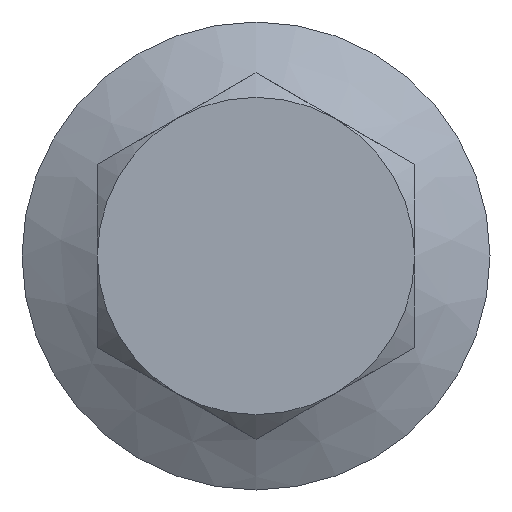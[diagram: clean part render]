
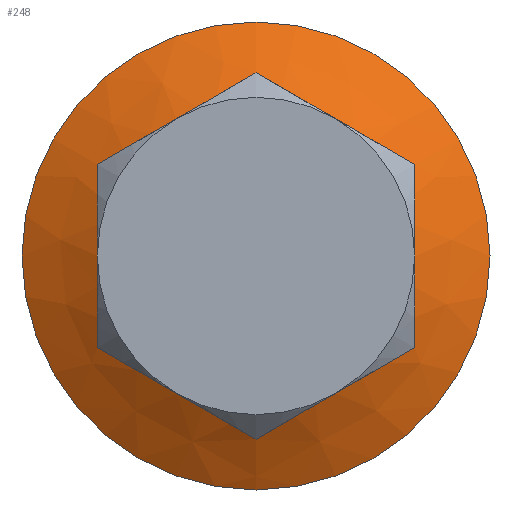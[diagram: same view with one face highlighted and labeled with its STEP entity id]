
A CAD part, left-side view. The second image highlights one B-rep face of the part: STEP entity #248.
In plain terms, the highlighted conical face has half-angle 60 degrees and reference radius 0 mm.
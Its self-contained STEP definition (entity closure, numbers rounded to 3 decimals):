
#35=B_SPLINE_CURVE_WITH_KNOTS('',3,(#382,#383,#384,#385,#386),
 .UNSPECIFIED.,.F.,.F.,(4,1,4),(0.,0.002,
0.005),.UNSPECIFIED.);
#36=B_SPLINE_CURVE_WITH_KNOTS('',3,(#389,#390,#391,#392,#393),
 .UNSPECIFIED.,.F.,.F.,(4,1,4),(0.006,0.009,0.011),
 .UNSPECIFIED.);
#37=B_SPLINE_CURVE_WITH_KNOTS('',3,(#395,#396,#397,#398,#399),
 .UNSPECIFIED.,.F.,.F.,(4,1,4),(0.,0.002,
0.005),.UNSPECIFIED.);
#38=B_SPLINE_CURVE_WITH_KNOTS('',3,(#401,#402,#403,#404,#405),
 .UNSPECIFIED.,.F.,.F.,(4,1,4),(0.,0.002,
0.005),.UNSPECIFIED.);
#39=B_SPLINE_CURVE_WITH_KNOTS('',3,(#407,#408,#409,#410,#411),
 .UNSPECIFIED.,.F.,.F.,(4,1,4),(0.006,0.009,0.011),
 .UNSPECIFIED.);
#40=B_SPLINE_CURVE_WITH_KNOTS('',3,(#413,#414,#415,#416,#417),
 .UNSPECIFIED.,.F.,.F.,(4,1,4),(0.,0.002,
0.005),.UNSPECIFIED.);
#53=ORIENTED_EDGE('',*,*,#123,.F.);
#54=ORIENTED_EDGE('',*,*,#124,.T.);
#55=ORIENTED_EDGE('',*,*,#125,.T.);
#56=ORIENTED_EDGE('',*,*,#126,.T.);
#57=ORIENTED_EDGE('',*,*,#127,.T.);
#58=ORIENTED_EDGE('',*,*,#128,.T.);
#59=ORIENTED_EDGE('',*,*,#129,.T.);
#123=EDGE_CURVE('',#158,#158,#181,.T.);
#124=EDGE_CURVE('',#159,#160,#35,.T.);
#125=EDGE_CURVE('',#160,#161,#36,.T.);
#126=EDGE_CURVE('',#161,#162,#37,.T.);
#127=EDGE_CURVE('',#162,#163,#38,.T.);
#128=EDGE_CURVE('',#163,#164,#39,.T.);
#129=EDGE_CURVE('',#164,#159,#40,.T.);
#158=VERTEX_POINT('',#381);
#159=VERTEX_POINT('',#387);
#160=VERTEX_POINT('',#388);
#161=VERTEX_POINT('',#394);
#162=VERTEX_POINT('',#400);
#163=VERTEX_POINT('',#406);
#164=VERTEX_POINT('',#412);
#181=CIRCLE('',#281,5.9);
#192=EDGE_LOOP('',(#53));
#193=EDGE_LOOP('',(#54,#55,#56,#57,#58,#59));
#216=FACE_BOUND('',#192,.T.);
#217=FACE_BOUND('',#193,.T.);
#240=CONICAL_SURFACE('',#280,0.,1.047);
#248=ADVANCED_FACE('',(#216,#217),#240,.T.);
#280=AXIS2_PLACEMENT_3D('',#379,#312,#313);
#281=AXIS2_PLACEMENT_3D('',#380,#314,#315);
#312=DIRECTION('',(1.,0.,0.));
#313=DIRECTION('',(0.,0.,-1.));
#314=DIRECTION('',(1.,0.,0.));
#315=DIRECTION('',(0.,0.,-1.));
#379=CARTESIAN_POINT('',(-3.946,0.,0.));
#380=CARTESIAN_POINT('',(-0.54,0.,0.));
#381=CARTESIAN_POINT('',(-0.54,0.,-5.9));
#382=CARTESIAN_POINT('',(-1.28,0.,4.619));
#383=CARTESIAN_POINT('',(-1.497,-0.653,4.242));
#384=CARTESIAN_POINT('',(-1.776,-1.993,3.468));
#385=CARTESIAN_POINT('',(-1.498,-3.346,2.687));
#386=CARTESIAN_POINT('',(-1.28,-4.,2.309));
#387=CARTESIAN_POINT('',(-1.28,0.,4.619));
#388=CARTESIAN_POINT('',(-1.28,-4.,2.309));
#389=CARTESIAN_POINT('',(-1.28,-4.,2.309));
#390=CARTESIAN_POINT('',(-1.497,-4.,1.558));
#391=CARTESIAN_POINT('',(-1.777,-4.,-0.017));
#392=CARTESIAN_POINT('',(-1.497,-4.,-1.557));
#393=CARTESIAN_POINT('',(-1.28,-4.,-2.309));
#394=CARTESIAN_POINT('',(-1.28,-4.,-2.309));
#395=CARTESIAN_POINT('',(-1.28,-4.,-2.309));
#396=CARTESIAN_POINT('',(-1.497,-3.347,-2.686));
#397=CARTESIAN_POINT('',(-1.776,-2.007,-3.46));
#398=CARTESIAN_POINT('',(-1.498,-0.654,-4.241));
#399=CARTESIAN_POINT('',(-1.28,0.,-4.619));
#400=CARTESIAN_POINT('',(-1.28,0.,-4.619));
#401=CARTESIAN_POINT('',(-1.28,0.,-4.619));
#402=CARTESIAN_POINT('',(-1.497,0.653,-4.242));
#403=CARTESIAN_POINT('',(-1.776,1.993,-3.468));
#404=CARTESIAN_POINT('',(-1.498,3.346,-2.687));
#405=CARTESIAN_POINT('',(-1.28,4.,-2.309));
#406=CARTESIAN_POINT('',(-1.28,4.,-2.309));
#407=CARTESIAN_POINT('',(-1.28,4.,-2.309));
#408=CARTESIAN_POINT('',(-1.497,4.,-1.558));
#409=CARTESIAN_POINT('',(-1.777,4.,0.017));
#410=CARTESIAN_POINT('',(-1.497,4.,1.557));
#411=CARTESIAN_POINT('',(-1.28,4.,2.309));
#412=CARTESIAN_POINT('',(-1.28,4.,2.309));
#413=CARTESIAN_POINT('',(-1.28,4.,2.309));
#414=CARTESIAN_POINT('',(-1.497,3.347,2.686));
#415=CARTESIAN_POINT('',(-1.776,2.007,3.46));
#416=CARTESIAN_POINT('',(-1.498,0.654,4.241));
#417=CARTESIAN_POINT('',(-1.28,0.,4.619));
